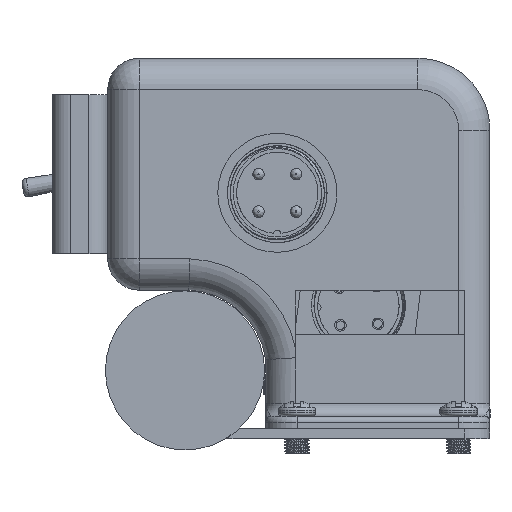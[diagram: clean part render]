
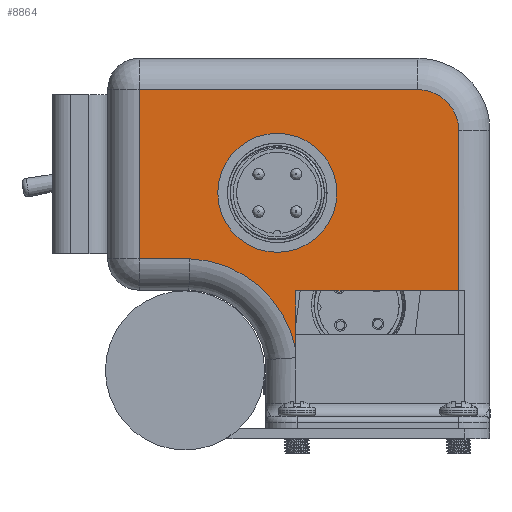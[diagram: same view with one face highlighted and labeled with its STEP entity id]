
A CAD part, front view. The second image highlights one B-rep face of the part: STEP entity #8864.
In plain terms, the highlighted planar face has unit normal (0, -1, 0).
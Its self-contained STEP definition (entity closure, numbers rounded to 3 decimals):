
#751=FACE_BOUND('',#1683,.T.);
#1139=FACE_OUTER_BOUND('',#1682,.T.);
#1682=EDGE_LOOP('',(#7532,#7533,#7534,#7535,#7536,#7537,#7538,#7539));
#1683=EDGE_LOOP('',(#7540));
#2094=CIRCLE('',#9779,8.);
#2102=CIRCLE('',#9789,17.932);
#2103=CIRCLE('',#9790,6.5);
#2710=LINE('',#28547,#3394);
#2711=LINE('',#28551,#3395);
#2712=LINE('',#28553,#3396);
#2713=LINE('',#28555,#3397);
#2714=LINE('',#28559,#3398);
#2715=LINE('',#28560,#3399);
#3394=VECTOR('',#11845,10.);
#3395=VECTOR('',#11848,10.);
#3396=VECTOR('',#11849,10.);
#3397=VECTOR('',#11850,10.);
#3398=VECTOR('',#11853,10.);
#3399=VECTOR('',#11854,10.);
#4189=VERTEX_POINT('',#28508);
#4206=VERTEX_POINT('',#28545);
#4207=VERTEX_POINT('',#28546);
#4208=VERTEX_POINT('',#28548);
#4209=VERTEX_POINT('',#28550);
#4210=VERTEX_POINT('',#28552);
#4211=VERTEX_POINT('',#28554);
#4212=VERTEX_POINT('',#28556);
#4213=VERTEX_POINT('',#28558);
#5321=EDGE_CURVE('',#4189,#4189,#2094,.T.);
#5339=EDGE_CURVE('',#4206,#4207,#2710,.T.);
#5340=EDGE_CURVE('',#4208,#4207,#2102,.T.);
#5341=EDGE_CURVE('',#4208,#4209,#2711,.T.);
#5342=EDGE_CURVE('',#4209,#4210,#2712,.T.);
#5343=EDGE_CURVE('',#4211,#4210,#2713,.T.);
#5344=EDGE_CURVE('',#4212,#4211,#2103,.T.);
#5345=EDGE_CURVE('',#4213,#4212,#2714,.T.);
#5346=EDGE_CURVE('',#4206,#4213,#2715,.T.);
#7532=ORIENTED_EDGE('',*,*,#5339,.T.);
#7533=ORIENTED_EDGE('',*,*,#5340,.F.);
#7534=ORIENTED_EDGE('',*,*,#5341,.T.);
#7535=ORIENTED_EDGE('',*,*,#5342,.T.);
#7536=ORIENTED_EDGE('',*,*,#5343,.F.);
#7537=ORIENTED_EDGE('',*,*,#5344,.F.);
#7538=ORIENTED_EDGE('',*,*,#5345,.F.);
#7539=ORIENTED_EDGE('',*,*,#5346,.F.);
#7540=ORIENTED_EDGE('',*,*,#5321,.T.);
#8443=PLANE('',#9788);
#8864=ADVANCED_FACE('',(#1139,#751),#8443,.T.);
#9779=AXIS2_PLACEMENT_3D('',#28509,#11815,#11816);
#9788=AXIS2_PLACEMENT_3D('',#28544,#11843,#11844);
#9789=AXIS2_PLACEMENT_3D('',#28549,#11846,#11847);
#9790=AXIS2_PLACEMENT_3D('',#28557,#11851,#11852);
#11815=DIRECTION('center_axis',(0.,1.,0.));
#11816=DIRECTION('ref_axis',(1.,0.,0.));
#11843=DIRECTION('center_axis',(0.,-1.,0.));
#11844=DIRECTION('ref_axis',(1.,0.,0.));
#11845=DIRECTION('',(1.,0.,0.));
#11846=DIRECTION('center_axis',(0.,-1.,0.));
#11847=DIRECTION('ref_axis',(0.672,0.,0.741));
#11848=DIRECTION('',(0.,0.,1.));
#11849=DIRECTION('',(1.,0.,0.));
#11850=DIRECTION('',(0.,0.,-1.));
#11851=DIRECTION('center_axis',(0.,1.,0.));
#11852=DIRECTION('ref_axis',(0.707,0.,0.707));
#11853=DIRECTION('',(1.,0.,0.));
#11854=DIRECTION('',(0.,0.,1.));
#28508=CARTESIAN_POINT('',(-51.942,39.31,15.525));
#28509=CARTESIAN_POINT('Origin',(-43.942,39.31,15.525));
#28544=CARTESIAN_POINT('Origin',(-71.,39.31,0.));
#28545=CARTESIAN_POINT('',(-66.,39.31,5.));
#28546=CARTESIAN_POINT('',(-57.954,39.31,5.));
#28547=CARTESIAN_POINT('',(-68.5,39.31,5.));
#28548=CARTESIAN_POINT('',(-41.,39.31,-9.488));
#28549=CARTESIAN_POINT('Origin',(-58.6,39.31,-12.92));
#28550=CARTESIAN_POINT('',(-41.,39.31,-0.113));
#28551=CARTESIAN_POINT('',(-41.,39.31,-9.056));
#28552=CARTESIAN_POINT('',(-15.,39.31,-0.113));
#28553=CARTESIAN_POINT('',(-56.,39.31,-0.113));
#28554=CARTESIAN_POINT('',(-15.,39.31,25.5));
#28555=CARTESIAN_POINT('',(-15.,39.31,0.));
#28556=CARTESIAN_POINT('',(-21.5,39.31,32.));
#28557=CARTESIAN_POINT('Origin',(-21.5,39.31,25.5));
#28558=CARTESIAN_POINT('',(-66.,39.31,32.));
#28559=CARTESIAN_POINT('',(-53.25,39.31,32.));
#28560=CARTESIAN_POINT('',(-66.,39.31,0.));
